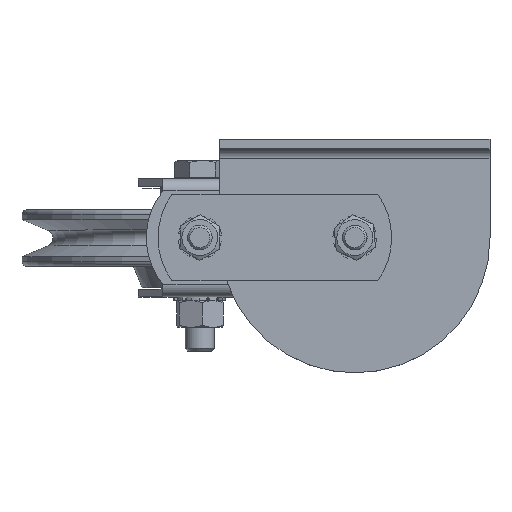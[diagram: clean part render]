
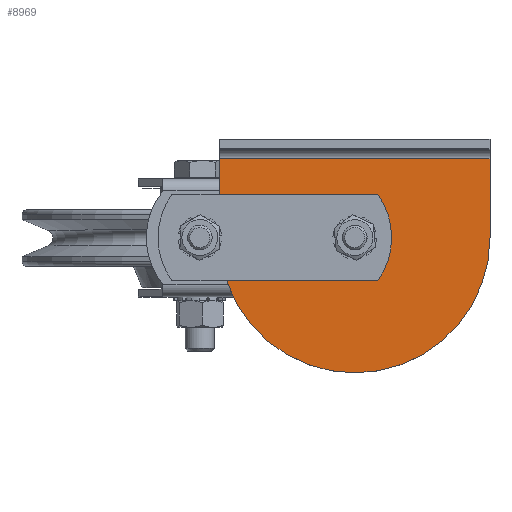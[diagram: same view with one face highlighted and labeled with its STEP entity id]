
A CAD part, top view. The second image highlights one B-rep face of the part: STEP entity #8969.
In plain terms, the highlighted planar face has unit normal (0, 0, 1).
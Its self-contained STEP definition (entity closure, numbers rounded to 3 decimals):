
#206=FACE_BOUND('',#1008,.T.);
#267=PLANE('',#9533);
#504=FACE_OUTER_BOUND('',#1007,.T.);
#1007=EDGE_LOOP('',(#5736,#5737,#5738,#5739));
#1008=EDGE_LOOP('',(#5740));
#1546=LINE('',#13433,#2198);
#1555=LINE('',#13463,#2207);
#1560=LINE('',#13485,#2212);
#2198=VECTOR('',#10642,10.);
#2207=VECTOR('',#10667,10.);
#2212=VECTOR('',#10698,10.);
#2850=CIRCLE('',#9524,5.1);
#2853=CIRCLE('',#9528,55.);
#3426=VERTEX_POINT('',#13430);
#3427=VERTEX_POINT('',#13432);
#3439=VERTEX_POINT('',#13460);
#3440=VERTEX_POINT('',#13462);
#3443=VERTEX_POINT('',#13474);
#4313=EDGE_CURVE('',#3427,#3426,#1546,.T.);
#4328=EDGE_CURVE('',#3439,#3440,#1555,.T.);
#4334=EDGE_CURVE('',#3443,#3443,#2850,.T.);
#4338=EDGE_CURVE('',#3439,#3427,#2853,.T.);
#4340=EDGE_CURVE('',#3440,#3426,#1560,.T.);
#5736=ORIENTED_EDGE('',*,*,#4338,.T.);
#5737=ORIENTED_EDGE('',*,*,#4313,.T.);
#5738=ORIENTED_EDGE('',*,*,#4340,.F.);
#5739=ORIENTED_EDGE('',*,*,#4328,.F.);
#5740=ORIENTED_EDGE('',*,*,#4334,.T.);
#8969=ADVANCED_FACE('',(#504,#206),#267,.T.);
#9524=AXIS2_PLACEMENT_3D('',#13475,#10682,#10683);
#9528=AXIS2_PLACEMENT_3D('',#13481,#10691,#10692);
#9533=AXIS2_PLACEMENT_3D('',#13489,#10704,#10705);
#10642=DIRECTION('',(0.,1.,0.));
#10667=DIRECTION('',(0.,1.,0.));
#10682=DIRECTION('center_axis',(0.,0.,
-1.));
#10683=DIRECTION('ref_axis',(1.,0.,0.));
#10691=DIRECTION('center_axis',(0.,0.,
1.));
#10692=DIRECTION('ref_axis',(-1.,0.,0.));
#10698=DIRECTION('',(1.,0.,0.));
#10704=DIRECTION('center_axis',(0.,0.,
1.));
#10705=DIRECTION('ref_axis',(-1.,0.,0.));
#13430=CARTESIAN_POINT('',(55.,-8.,4.));
#13432=CARTESIAN_POINT('',(55.,-40.,4.));
#13433=CARTESIAN_POINT('',(55.,-95.,4.));
#13460=CARTESIAN_POINT('',(-55.,-40.,4.));
#13462=CARTESIAN_POINT('',(-55.,-8.,4.));
#13463=CARTESIAN_POINT('',(-55.,-95.,4.));
#13474=CARTESIAN_POINT('',(-5.1,-40.,4.));
#13475=CARTESIAN_POINT('Origin',(0.,-40.,4.));
#13481=CARTESIAN_POINT('Origin',(0.,-40.,4.));
#13485=CARTESIAN_POINT('',(-55.,-8.,4.));
#13489=CARTESIAN_POINT('Origin',(-55.,-95.,4.));
